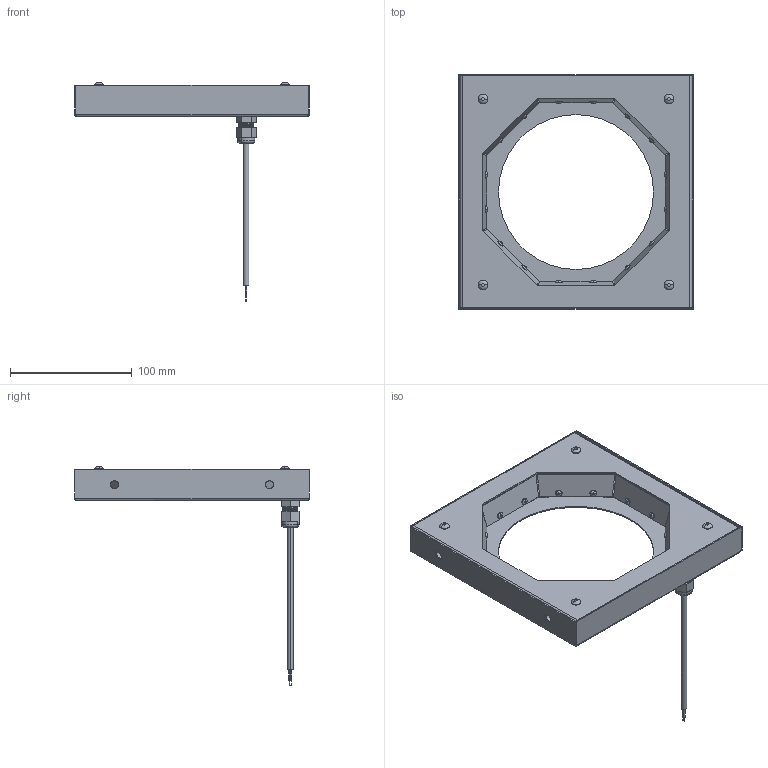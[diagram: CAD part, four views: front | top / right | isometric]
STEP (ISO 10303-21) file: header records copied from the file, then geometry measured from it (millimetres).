
FILE_DESCRIPTION((''),'2;1');
FILE_NAME('193064_ASM','2016-03-17T',('PDMAdmin'),(''),'PRO/ENGINEER BY PARAMETRIC TECHNOLOGY CORPORATION, 2013230','PRO/ENGINEER BY PARAMETRIC TECHNOLOGY CORPORATION, 2013230','');
FILE_SCHEMA(('CONFIG_CONTROL_DESIGN'));
Length unit declared in the file: inch
Products named in the file (33): 127431; FH-832-6; PEM_BSO-440-10; 127431_ASM; 127432; S-0420-0; 127432_ASM; 127975; 126791; 126794_ASM; 127433; 127433_ASM; 8X1_4_HEX_BHCS; 34089_PRT1; 34089_PRT2; 34089_ASM; 127072; LED2C; 0805C; 0603; SOT23; TVS1; DPAK; 0805; MINISMA; WIRE24; 1206; WIRE24_SQ; 127074_ASM; 4X1_4_HEX_BHCS; 75990_ASM; 123113_AF0; 193064_ASM
Assembly tree (103 placements, depth 4):
  193064_ASM
    75990_ASM
      127431_ASM
        127431
        FH-832-6  x4
        PEM_BSO-440-10  x2
      127432_ASM
        127432
        S-0420-0  x4
      127975  x4
      126794_ASM  x8
        126791
      127433_ASM
        127433
        S-0420-0  x4
      8X1_4_HEX_BHCS  x4
      34089_ASM
        34089_PRT1
        34089_PRT2
      127074_ASM
        127072
        LED2C
        0805C  x8
        0603  x7
        SOT23  x5
        TVS1
        DPAK
        0805  x7
        MINISMA  x2
        WIRE24  x7
        1206
        WIRE24_SQ
      4X1_4_HEX_BHCS  x18
    123113_AF0
Bounding box: 192.46 x 192.46 x 179.47 mm (x, y, z)
Volume: 121745.6 mm3; surface area: 210983.5 mm2
Topology: 96 solids, 104 shells, 2222 faces, 5375 edges, 3450 vertices
Faces by surface type: plane 1545, cylinder 548, cone 64, bspline 63, torus 2
Entity records: 34075 total; most frequent: CARTESIAN_POINT 9743, DIRECTION 5131, ORIENTED_EDGE 4658, EDGE_CURVE 2333, AXIS2_PLACEMENT_3D 1740, VECTOR 1651, LINE 1651, VERTEX_POINT 1488
